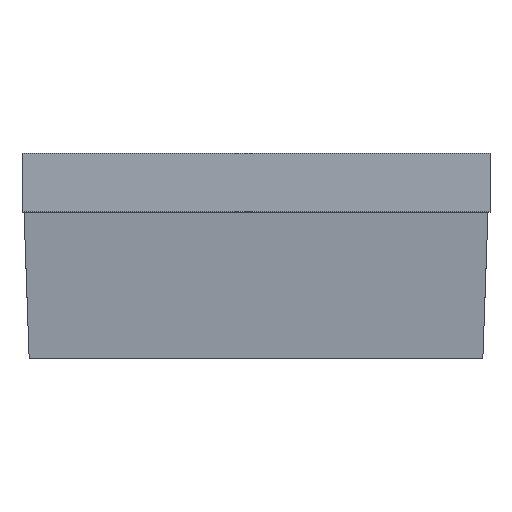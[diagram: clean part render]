
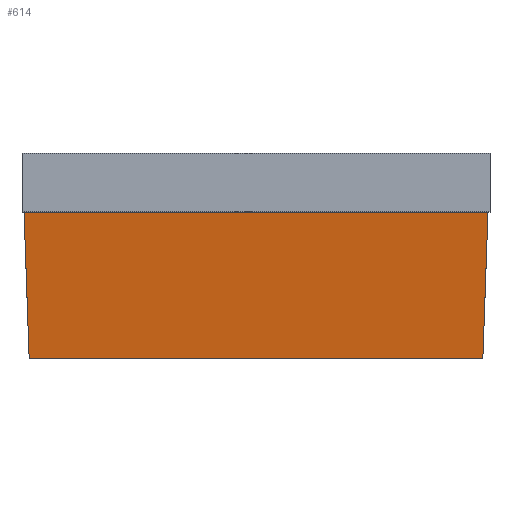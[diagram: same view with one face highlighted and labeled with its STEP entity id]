
A CAD part, top view. The second image highlights one B-rep face of the part: STEP entity #614.
In plain terms, the highlighted face is planar.
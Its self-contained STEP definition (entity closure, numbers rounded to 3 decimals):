
#28=DIRECTION('',(0.,0.,1.));
#29=VECTOR('',#28,10.071);
#30=CARTESIAN_POINT('',(3.475,1.27,-5.036));
#31=LINE('',#30,#29);
#36=DIRECTION('',(-0.122,-0.992,-0.035));
#37=VECTOR('',#36,3.201);
#38=CARTESIAN_POINT('',(3.865,4.445,-4.925));
#39=LINE('',#38,#37);
#43=DIRECTION('',(0.,0.,1.));
#44=VECTOR('',#43,9.85);
#45=CARTESIAN_POINT('',(3.865,4.445,-4.925));
#46=LINE('',#45,#44);
#50=DIRECTION('',(-0.122,-0.992,0.035));
#51=VECTOR('',#50,3.201);
#52=CARTESIAN_POINT('',(3.865,4.445,4.925));
#53=LINE('',#52,#51);
#531=CARTESIAN_POINT('',(3.475,1.27,-5.036));
#532=CARTESIAN_POINT('',(3.475,1.27,5.036));
#533=VERTEX_POINT('',#531);
#534=VERTEX_POINT('',#532);
#555=CARTESIAN_POINT('',(3.865,4.445,-4.925));
#556=CARTESIAN_POINT('',(3.865,4.445,4.925));
#557=VERTEX_POINT('',#555);
#558=VERTEX_POINT('',#556);
#599=CARTESIAN_POINT('',(3.865,4.445,-5.08));
#600=DIRECTION('',(-0.993,0.122,0.));
#601=DIRECTION('',(-0.122,-0.993,0.));
#602=AXIS2_PLACEMENT_3D('',#599,#600,#601);
#603=PLANE('',#602);
#605=ORIENTED_EDGE('',*,*,#604,.F.);
#607=ORIENTED_EDGE('',*,*,#606,.F.);
#609=ORIENTED_EDGE('',*,*,#608,.T.);
#611=ORIENTED_EDGE('',*,*,#610,.T.);
#612=EDGE_LOOP('',(#605,#607,#609,#611));
#613=FACE_OUTER_BOUND('',#612,.F.);
#604=EDGE_CURVE('',#533,#534,#31,.T.);
#606=EDGE_CURVE('',#557,#533,#39,.T.);
#608=EDGE_CURVE('',#557,#558,#46,.T.);
#610=EDGE_CURVE('',#558,#534,#53,.T.);
#614=ADVANCED_FACE('',(#613),#603,.T.);
